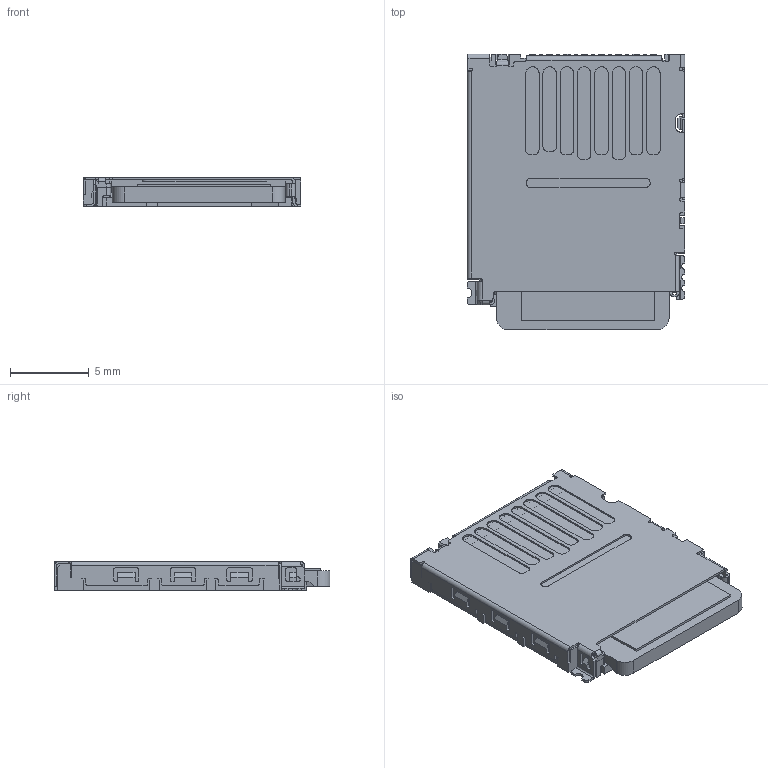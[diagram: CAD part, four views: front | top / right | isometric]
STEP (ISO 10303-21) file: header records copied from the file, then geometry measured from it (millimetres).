
FILE_DESCRIPTION(/* description */ ('STEP AP242','CAx-IF Rec.Pracs.---Representation and Presentation of Product Manufacturing Information (PMI)---4.0---2014-10-13','CAx-IF Rec.Pracs.---3D Tessellated Geometry---0.4---2014-09-14','2;1'),/* implementation_level */ '2;1');
FILE_NAME(/* name */ '6616754905e79670a39fcd6e',/* time_stamp */ '2024-04-10T11:17:30Z',/* author */ (''),/* organization */ (''),/* preprocessor_version */ 'ST-DEVELOPER v20',/* originating_system */ ' ',/* authorisation */ ' ');
FILE_SCHEMA (('AP242_MANAGED_MODEL_BASED_3D_ENGINEERING_MIM_LF { 1 0 10303 442 1 1 4 }'));
Length unit declared in the file: metre
Products named in the file (26): 6616733d588d9d1fa77005d3; CARD <1>; CARD; DM3BT <1>; DM3BT
Assembly tree (25 placements, depth 3):
  6616733d588d9d1fa77005d3
    CARD <1>
      CARD
    DM3BT <1>
      DM3BT
      DM3BT
      DM3BT
      DM3BT
      DM3BT
      DM3BT
      DM3BT
      DM3BT
      DM3BT
      DM3BT
      DM3BT
      DM3BT
      DM3BT
      DM3BT
      DM3BT
      DM3BT
      DM3BT
      DM3BT
      DM3BT
      DM3BT
      DM3BT
      DM3BT
Bounding box: 13.85 x 17.55 x 1.83 mm (x, y, z)
Volume: 316.3 mm3; surface area: 1305.4 mm2
Topology: 22 solids, 23 shells, 1127 faces, 3108 edges, 2043 vertices
Faces by surface type: plane 880, cylinder 242, torus 4, cone 1
Entity records: 36243 total; most frequent: CARTESIAN_POINT 6427, ORIENTED_EDGE 6213, DIRECTION 5895, EDGE_CURVE 3108, LINE 2565, VECTOR 2565, VERTEX_POINT 2043, AXIS2_PLACEMENT_3D 1665
